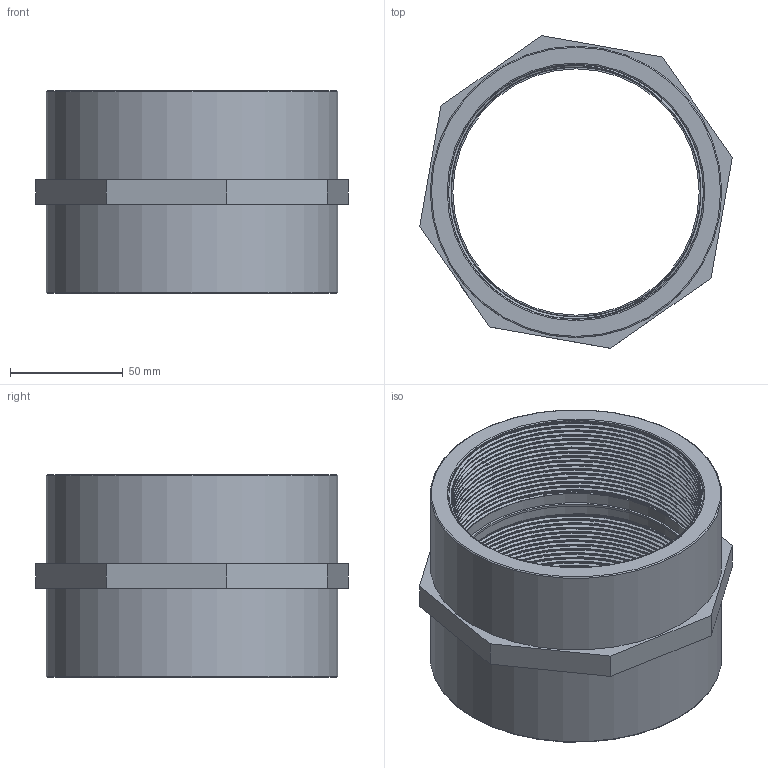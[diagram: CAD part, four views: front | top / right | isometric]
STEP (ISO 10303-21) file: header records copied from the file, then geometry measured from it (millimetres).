
FILE_DESCRIPTION(/* description */ (''),/* implementation_level */ '2;1');
FILE_NAME(/* name */ 'SO111100.ipt.stp',/* time_stamp */ '2017-01-24T17:53:12+01:00',/* author */ ('Gabriele'),/* organization */ (''),/* preprocessor_version */ 'ST-DEVELOPER v16.5',/* originating_system */ 'Autodesk Inventor 2017',/* authorisation */ '');
FILE_SCHEMA (('AUTOMOTIVE_DESIGN { 1 0 10303 214 3 1 1 }'));
Length unit declared in the file: millimetre
Products named in the file (1): SO111100
Bounding box: 138.41 x 138.41 x 89.6 mm (x, y, z)
Volume: 304265.4 mm3; surface area: 144010.3 mm2
Topology: 3 solids, 3 shells, 46 faces, 381 edges, 347 vertices
Faces by surface type: plane 20, bspline 12, cylinder 11, torus 3
Full cylindrical faces by diameter (mm): 109 x1, 111 x2, 113.03 x2, 129 x2
Entity records: 19822 total; most frequent: CARTESIAN_POINT 17475, ORIENTED_EDGE 742, EDGE_CURVE 371, VERTEX_POINT 347, B_SPLINE_CURVE_WITH_KNOTS 315, DIRECTION 158, AXIS2_PLACEMENT_3D 67, EDGE_LOOP 64
